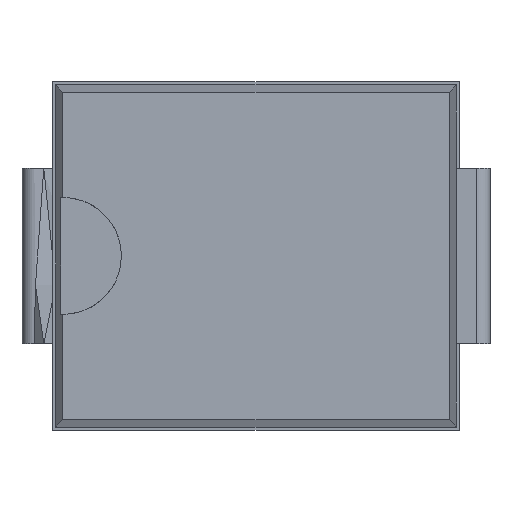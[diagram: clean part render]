
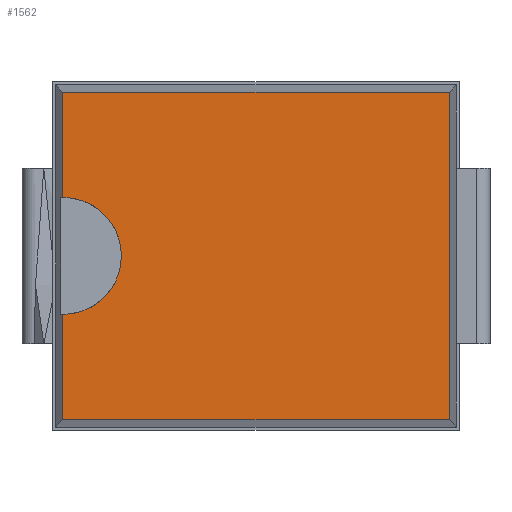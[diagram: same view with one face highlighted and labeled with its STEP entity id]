
A CAD part, top view. The second image highlights one B-rep face of the part: STEP entity #1562.
In plain terms, the highlighted planar face has unit normal (0, 0, 1).
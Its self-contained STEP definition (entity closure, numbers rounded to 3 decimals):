
#10 = CARTESIAN_POINT ( 'NONE',  ( -3.3, -2.8, 2.2 ) ) ;
#66 = DIRECTION ( 'NONE',  ( 1., 0., 0. ) ) ;
#100 = EDGE_CURVE ( 'NONE', #1235, #1044, #1796, .T. ) ;
#129 = CARTESIAN_POINT ( 'NONE',  ( -3.3, 2.8, 2.2 ) ) ;
#136 = ORIENTED_EDGE ( 'NONE', *, *, #2057, .T. ) ;
#194 = DIRECTION ( 'NONE',  ( 0., 0., -1. ) ) ;
#279 = LINE ( 'NONE', #2183, #813 ) ;
#331 = CARTESIAN_POINT ( 'NONE',  ( -3.3, -1., 2.2 ) ) ;
#354 = VECTOR ( 'NONE', #66, 1000. ) ;
#374 = EDGE_CURVE ( 'NONE', #2425, #2205, #2415, .T. ) ;
#388 = EDGE_CURVE ( 'NONE', #2426, #1235, #1892, .T. ) ;
#457 = FACE_OUTER_BOUND ( 'NONE', #1812, .T. ) ;
#496 = CARTESIAN_POINT ( 'NONE',  ( 3.3, -2.925, 2.2 ) ) ;
#650 = EDGE_CURVE ( 'NONE', #1044, #1273, #879, .T. ) ;
#658 = ORIENTED_EDGE ( 'NONE', *, *, #650, .T. ) ;
#703 = CARTESIAN_POINT ( 'NONE',  ( -3.3, 1., 2.2 ) ) ;
#721 = DIRECTION ( 'NONE',  ( 0., 0., 1. ) ) ;
#723 = VECTOR ( 'NONE', #1465, 1000. ) ;
#776 = DIRECTION ( 'NONE',  ( 0., -1., 0. ) ) ;
#813 = VECTOR ( 'NONE', #776, 1000. ) ;
#875 = ORIENTED_EDGE ( 'NONE', *, *, #100, .T. ) ;
#879 = CIRCLE ( 'NONE', #2510, 1. ) ;
#882 = DIRECTION ( 'NONE',  ( -1., 0., 0. ) ) ;
#915 = PLANE ( 'NONE',  #2386 ) ;
#1044 = VERTEX_POINT ( 'NONE', #703 ) ;
#1187 = ORIENTED_EDGE ( 'NONE', *, *, #388, .T. ) ;
#1202 = VECTOR ( 'NONE', #1715, 1000. ) ;
#1224 = CARTESIAN_POINT ( 'NONE',  ( 3.3, 2.8, 2.2 ) ) ;
#1235 = VERTEX_POINT ( 'NONE', #129 ) ;
#1263 = ORIENTED_EDGE ( 'NONE', *, *, #374, .T. ) ;
#1273 = VERTEX_POINT ( 'NONE', #331 ) ;
#1381 = EDGE_CURVE ( 'NONE', #1273, #2425, #279, .T. ) ;
#1412 = CARTESIAN_POINT ( 'NONE',  ( -3.3, 0., 2.2 ) ) ;
#1453 = CARTESIAN_POINT ( 'NONE',  ( -3.3, -2.925, 2.2 ) ) ;
#1465 = DIRECTION ( 'NONE',  ( 0., -1., 0. ) ) ;
#1492 = CARTESIAN_POINT ( 'NONE',  ( -3.425, -2.8, 2.2 ) ) ;
#1562 = ADVANCED_FACE ( 'NONE', ( #457 ), #915, .T. ) ;
#1567 = ORIENTED_EDGE ( 'NONE', *, *, #1381, .T. ) ;
#1604 = DIRECTION ( 'NONE',  ( -1., 0., 0. ) ) ;
#1715 = DIRECTION ( 'NONE',  ( 0., 1., 0. ) ) ;
#1740 = LINE ( 'NONE', #496, #1202 ) ;
#1796 = LINE ( 'NONE', #1453, #723 ) ;
#1812 = EDGE_LOOP ( 'NONE', ( #1187, #875, #658, #1567, #1263, #136 ) ) ;
#1884 = CARTESIAN_POINT ( 'NONE',  ( -3.425, 2.8, 2.2 ) ) ;
#1892 = LINE ( 'NONE', #1884, #2358 ) ;
#1930 = CARTESIAN_POINT ( 'NONE',  ( -3.425, -2.925, 2.2 ) ) ;
#2014 = CARTESIAN_POINT ( 'NONE',  ( 3.3, -2.8, 2.2 ) ) ;
#2057 = EDGE_CURVE ( 'NONE', #2205, #2426, #1740, .T. ) ;
#2127 = DIRECTION ( 'NONE',  ( 1., 0., 0. ) ) ;
#2183 = CARTESIAN_POINT ( 'NONE',  ( -3.3, -2.925, 2.2 ) ) ;
#2205 = VERTEX_POINT ( 'NONE', #2014 ) ;
#2358 = VECTOR ( 'NONE', #882, 1000. ) ;
#2386 = AXIS2_PLACEMENT_3D ( 'NONE', #1930, #721, #2127 ) ;
#2415 = LINE ( 'NONE', #1492, #354 ) ;
#2425 = VERTEX_POINT ( 'NONE', #10 ) ;
#2426 = VERTEX_POINT ( 'NONE', #1224 ) ;
#2510 = AXIS2_PLACEMENT_3D ( 'NONE', #1412, #194, #1604 ) ;
